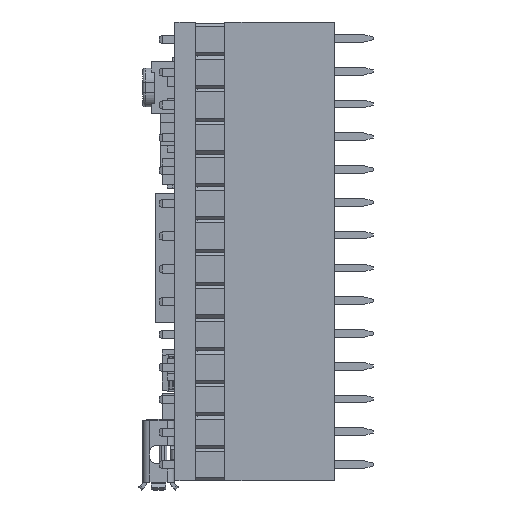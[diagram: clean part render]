
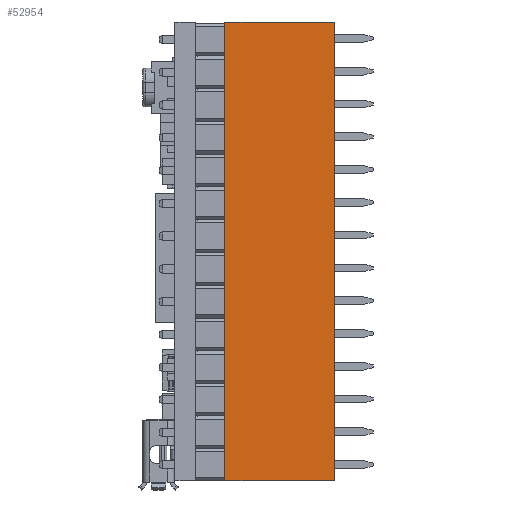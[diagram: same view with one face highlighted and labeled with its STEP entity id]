
A CAD part, left-side view. The second image highlights one B-rep face of the part: STEP entity #52954.
In plain terms, the highlighted face is planar.
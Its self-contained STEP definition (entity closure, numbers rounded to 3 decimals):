
#3765=PLANE('',#57918);
#6833=FACE_OUTER_BOUND('',#10121,.T.);
#10121=EDGE_LOOP('',(#48787,#48788,#48789,#48790));
#15454=LINE('',#87632,#21041);
#15461=LINE('',#87646,#21048);
#15597=LINE('',#87963,#21184);
#15627=LINE('',#88024,#21214);
#21041=VECTOR('',#72113,1.);
#21048=VECTOR('',#72124,1.);
#21184=VECTOR('',#72570,1.);
#21214=VECTOR('',#72654,1.);
#27388=VERTEX_POINT('',#87629);
#27389=VERTEX_POINT('',#87631);
#27393=VERTEX_POINT('',#87643);
#27394=VERTEX_POINT('',#87645);
#34389=EDGE_CURVE('',#27389,#27388,#15454,.T.);
#34396=EDGE_CURVE('',#27393,#27394,#15461,.T.);
#34536=EDGE_CURVE('',#27394,#27388,#15597,.T.);
#34566=EDGE_CURVE('',#27393,#27389,#15627,.T.);
#48787=ORIENTED_EDGE('',*,*,#34389,.T.);
#48788=ORIENTED_EDGE('',*,*,#34536,.F.);
#48789=ORIENTED_EDGE('',*,*,#34396,.F.);
#48790=ORIENTED_EDGE('',*,*,#34566,.T.);
#52954=ADVANCED_FACE('',(#6833),#3765,.T.);
#57918=AXIS2_PLACEMENT_3D('',#88023,#72652,#72653);
#72113=DIRECTION('',(0.,0.,1.));
#72124=DIRECTION('',(0.,0.,1.));
#72570=DIRECTION('',(-1.,0.,0.));
#72652=DIRECTION('center_axis',(0.,1.,0.));
#72653=DIRECTION('ref_axis',(-1.,0.,0.));
#72654=DIRECTION('',(-1.,0.,0.));
#87629=CARTESIAN_POINT('',(-1.27,1.27,8.5));
#87631=CARTESIAN_POINT('',(-1.27,1.27,0.));
#87632=CARTESIAN_POINT('',(-1.27,1.27,0.));
#87643=CARTESIAN_POINT('',(34.29,1.27,0.));
#87645=CARTESIAN_POINT('',(34.29,1.27,8.5));
#87646=CARTESIAN_POINT('',(34.29,1.27,0.));
#87963=CARTESIAN_POINT('',(34.29,1.27,8.5));
#88023=CARTESIAN_POINT('Origin',(1.27,1.27,0.));
#88024=CARTESIAN_POINT('',(34.29,1.27,0.));
